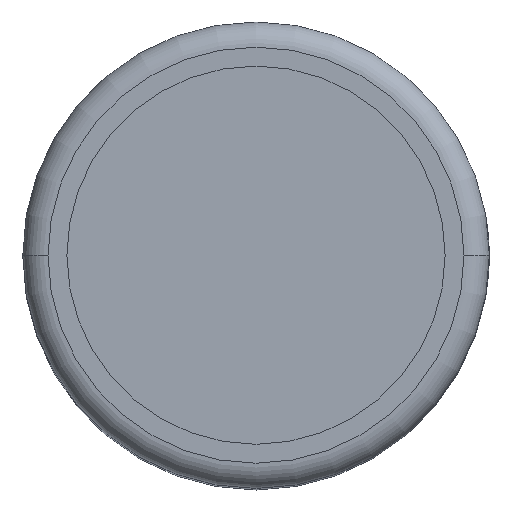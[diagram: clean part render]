
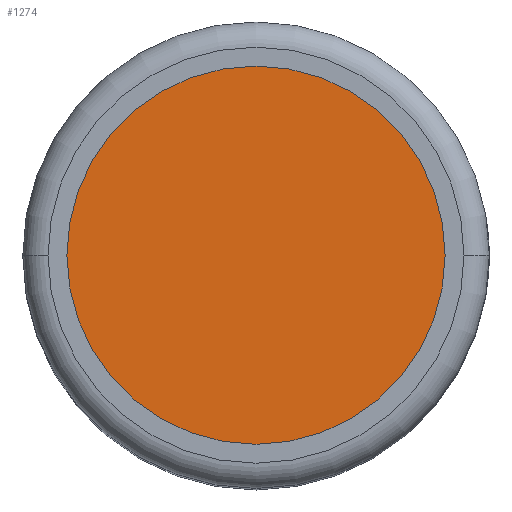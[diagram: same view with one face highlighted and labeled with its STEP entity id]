
A CAD part, top view. The second image highlights one B-rep face of the part: STEP entity #1274.
In plain terms, the highlighted planar face has unit normal (0, 0, 1).
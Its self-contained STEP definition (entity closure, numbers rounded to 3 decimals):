
#1206=CARTESIAN_POINT('',(7.5,0.,37.3));
#1207=VERTEX_POINT('',#1206);
#1223=CARTESIAN_POINT('',(-7.5,0.,37.3));
#1224=VERTEX_POINT('',#1223);
#1231=CARTESIAN_POINT('',(0.0,0.,37.3));
#1232=DIRECTION('',(0.0,0.0,-1.0));
#1233=DIRECTION('',(1.0,0.0,0.0));
#1234=AXIS2_PLACEMENT_3D('',#1231,#1232,#1233);
#1235=CIRCLE('',#1234,7.5);
#1236=EDGE_CURVE('',#1224,#1207,#1235,.T.);
#1247=CARTESIAN_POINT('',(0.0,0.,37.3));
#1248=DIRECTION('',(0.0,0.0,-1.0));
#1249=DIRECTION('',(1.0,0.0,0.0));
#1250=AXIS2_PLACEMENT_3D('',#1247,#1248,#1249);
#1251=CIRCLE('',#1250,7.5);
#1252=EDGE_CURVE('',#1207,#1224,#1251,.T.);
#1265=CARTESIAN_POINT('',(0.0,0.,37.3));
#1266=DIRECTION('',(0.0,0.0,1.0));
#1267=DIRECTION('',(1.0,0.0,0.0));
#1268=AXIS2_PLACEMENT_3D('',#1265,#1266,#1267);
#1269=PLANE('',#1268);
#1270=ORIENTED_EDGE('',*,*,#1252,.F.);
#1271=ORIENTED_EDGE('',*,*,#1236,.F.);
#1272=EDGE_LOOP('',(#1270,#1271));
#1273=FACE_OUTER_BOUND('',#1272,.T.);
#1274=ADVANCED_FACE('',(#1273),#1269,.T.);
